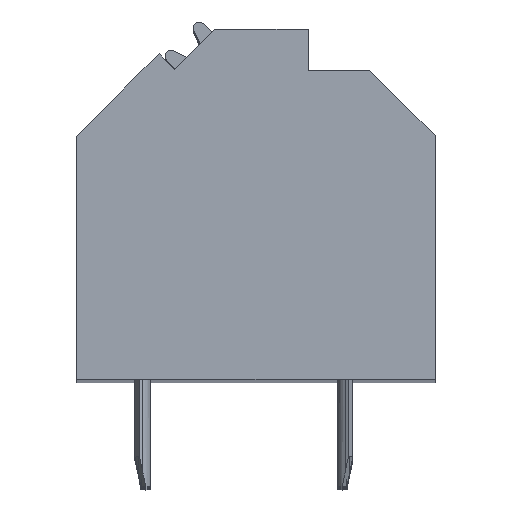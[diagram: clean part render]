
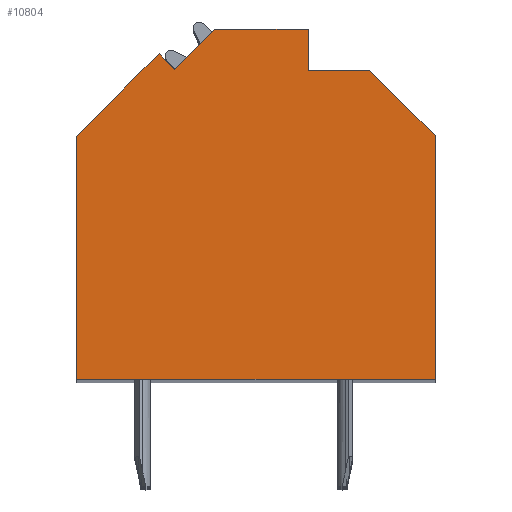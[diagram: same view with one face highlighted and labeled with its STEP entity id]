
A CAD part, top view. The second image highlights one B-rep face of the part: STEP entity #10804.
In plain terms, the highlighted planar face has unit normal (0, 0, 1).
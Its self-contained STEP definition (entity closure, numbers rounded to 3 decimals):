
#819=DIRECTION('',(-0.707,-0.707,0.));
#820=VECTOR('',#819,1.897);
#821=CARTESIAN_POINT('',(-1.39,5.718,64.365));
#822=LINE('',#821,#820);
#823=DIRECTION('',(-1.,0.,0.));
#824=VECTOR('',#823,3.14);
#825=CARTESIAN_POINT('',(1.75,5.718,64.365));
#826=LINE('',#825,#824);
#827=DIRECTION('',(0.,1.,0.));
#828=VECTOR('',#827,1.368);
#829=CARTESIAN_POINT('',(1.75,4.35,64.365));
#830=LINE('',#829,#828);
#831=DIRECTION('',(-1.,0.,0.));
#832=VECTOR('',#831,2.05);
#833=CARTESIAN_POINT('',(3.8,4.35,64.365));
#834=LINE('',#833,#832);
#835=DIRECTION('',(-0.707,0.707,0.));
#836=VECTOR('',#835,3.111);
#837=CARTESIAN_POINT('',(6.,2.15,64.365));
#838=LINE('',#837,#836);
#839=DIRECTION('',(0.,1.,0.));
#840=VECTOR('',#839,8.15);
#841=CARTESIAN_POINT('',(6.,-6.,64.365));
#842=LINE('',#841,#840);
#843=DIRECTION('',(1.,0.,0.));
#844=VECTOR('',#843,12.);
#845=CARTESIAN_POINT('',(-6.,-6.,64.365));
#846=LINE('',#845,#844);
#847=DIRECTION('',(0.,-1.,0.));
#848=VECTOR('',#847,8.14);
#849=CARTESIAN_POINT('',(-6.,2.14,64.365));
#850=LINE('',#849,#848);
#851=DIRECTION('',(-0.707,-0.707,0.));
#852=VECTOR('',#851,3.892);
#853=CARTESIAN_POINT('',(-3.248,4.892,64.365));
#854=LINE('',#853,#852);
#855=DIRECTION('',(-0.707,0.707,0.));
#856=VECTOR('',#855,0.73);
#857=CARTESIAN_POINT('',(-2.732,4.376,64.365));
#858=LINE('',#857,#856);
#7665=CARTESIAN_POINT('',(-1.39,5.718,64.365));
#7666=CARTESIAN_POINT('',(-2.732,4.376,64.365));
#7667=VERTEX_POINT('',#7665);
#7668=VERTEX_POINT('',#7666);
#7669=CARTESIAN_POINT('',(-3.248,4.892,64.365));
#7670=VERTEX_POINT('',#7669);
#7671=CARTESIAN_POINT('',(-6.,2.14,64.365));
#7672=VERTEX_POINT('',#7671);
#7673=CARTESIAN_POINT('',(-6.,-6.,64.365));
#7674=VERTEX_POINT('',#7673);
#7675=CARTESIAN_POINT('',(6.,-6.,64.365));
#7676=VERTEX_POINT('',#7675);
#7677=CARTESIAN_POINT('',(6.,2.15,64.365));
#7678=VERTEX_POINT('',#7677);
#7679=CARTESIAN_POINT('',(3.8,4.35,64.365));
#7680=VERTEX_POINT('',#7679);
#7681=CARTESIAN_POINT('',(1.75,4.35,64.365));
#7682=VERTEX_POINT('',#7681);
#7683=CARTESIAN_POINT('',(1.75,5.718,64.365));
#7684=VERTEX_POINT('',#7683);
#10780=CARTESIAN_POINT('',(0.,0.,64.365));
#10781=DIRECTION('',(0.,0.,1.));
#10782=DIRECTION('',(1.,0.,0.));
#10783=AXIS2_PLACEMENT_3D('',#10780,#10781,#10782);
#10784=PLANE('',#10783);
#10786=ORIENTED_EDGE('',*,*,#10785,.F.);
#10788=ORIENTED_EDGE('',*,*,#10787,.F.);
#10790=ORIENTED_EDGE('',*,*,#10789,.F.);
#10792=ORIENTED_EDGE('',*,*,#10791,.F.);
#10794=ORIENTED_EDGE('',*,*,#10793,.F.);
#10796=ORIENTED_EDGE('',*,*,#10795,.F.);
#10798=ORIENTED_EDGE('',*,*,#10797,.F.);
#10799=ORIENTED_EDGE('',*,*,#10311,.F.);
#10800=ORIENTED_EDGE('',*,*,#10607,.F.);
#10801=ORIENTED_EDGE('',*,*,#10265,.F.);
#10802=EDGE_LOOP('',(#10786,#10788,#10790,#10792,#10794,#10796,#10798,#10799,
#10800,#10801));
#10803=FACE_OUTER_BOUND('',#10802,.F.);
#10265=EDGE_CURVE('',#7668,#7670,#858,.T.);
#10311=EDGE_CURVE('',#7672,#7674,#850,.T.);
#10607=EDGE_CURVE('',#7670,#7672,#854,.T.);
#10785=EDGE_CURVE('',#7667,#7668,#822,.T.);
#10787=EDGE_CURVE('',#7684,#7667,#826,.T.);
#10789=EDGE_CURVE('',#7682,#7684,#830,.T.);
#10791=EDGE_CURVE('',#7680,#7682,#834,.T.);
#10793=EDGE_CURVE('',#7678,#7680,#838,.T.);
#10795=EDGE_CURVE('',#7676,#7678,#842,.T.);
#10797=EDGE_CURVE('',#7674,#7676,#846,.T.);
#10804=ADVANCED_FACE('',(#10803),#10784,.T.);
